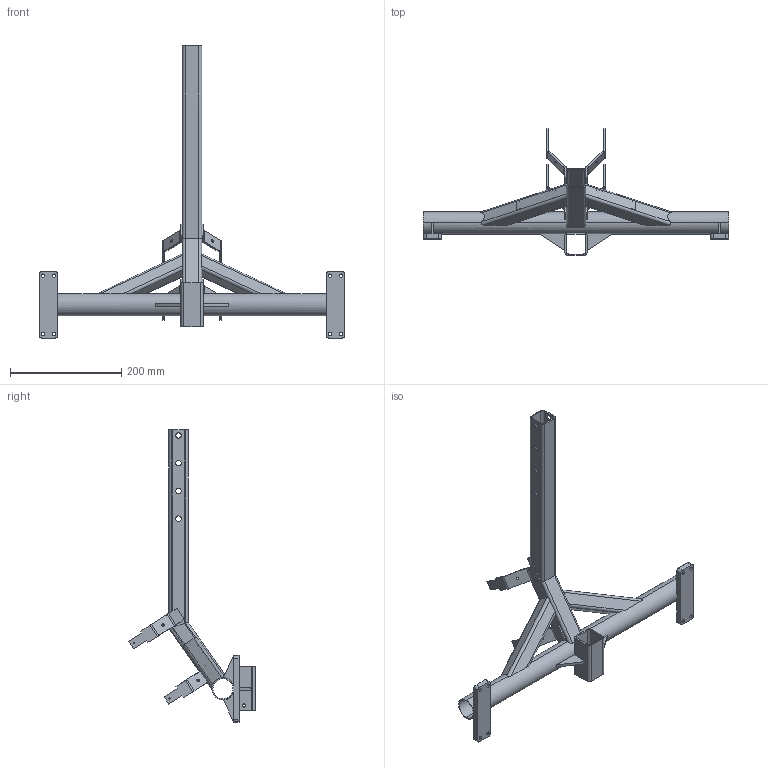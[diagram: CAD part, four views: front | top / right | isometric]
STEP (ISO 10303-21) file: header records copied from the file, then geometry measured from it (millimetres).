
FILE_DESCRIPTION (( 'STEP AP203' ), '1' );
FILE_NAME ('Châssis.STEP', '2020-12-03T10:34:36', ( '' ), ( '' ), 'SwSTEP 2.0', 'SolidWorks 2019', '' );
FILE_SCHEMA (( 'CONFIG_CONTROL_DESIGN' ));
Length unit declared in the file: millimetre
Products named in the file (3): châssis part-3; Châssis; Equerre_Fixation_Batterie_
Assembly tree (5 placements, depth 2):
  Châssis
    châssis part-3
    Equerre_Fixation_Batterie_  x4
Bounding box: 550 x 227.46 x 526.38 mm (x, y, z)
Volume: 540052.8 mm3; surface area: 367393.7 mm2
Topology: 6 solids, 8 shells, 273 faces, 743 edges, 486 vertices
Faces by surface type: plane 147, cylinder 126
Entity records: 7306 total; most frequent: CARTESIAN_POINT 1568, ORIENTED_EDGE 1126, DIRECTION 1117, EDGE_CURVE 563, AXIS2_PLACEMENT_3D 393, VERTEX_POINT 366, VECTOR 331, LINE 331
